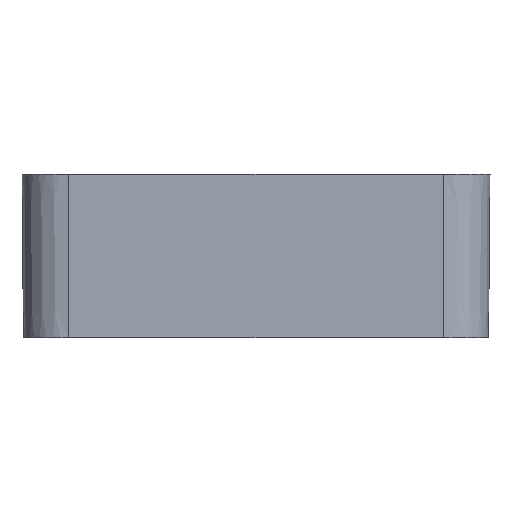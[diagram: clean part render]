
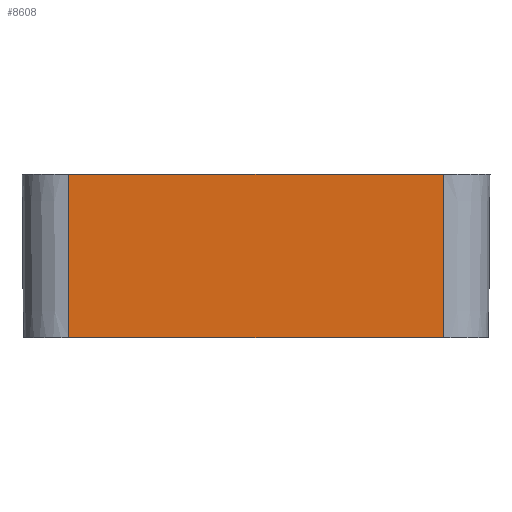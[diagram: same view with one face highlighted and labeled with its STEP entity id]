
A CAD part, left-side view. The second image highlights one B-rep face of the part: STEP entity #8608.
In plain terms, the highlighted planar face has unit normal (-1, 0, -0.009).
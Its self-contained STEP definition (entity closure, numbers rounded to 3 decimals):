
#78 = DIRECTION ( 'NONE',  ( 0.009, 0., -1. ) ) ;
#93 = EDGE_CURVE ( 'NONE', #1825, #5368, #6633, .T. ) ;
#200 = CARTESIAN_POINT ( 'NONE',  ( -14.908, 53.329, -10.5 ) ) ;
#241 = CARTESIAN_POINT ( 'NONE',  ( -15., 27.801, 0. ) ) ;
#702 = DIRECTION ( 'NONE',  ( -1., 0., -0.009 ) ) ;
#931 = VECTOR ( 'NONE', #78, 1000. ) ;
#1512 = AXIS2_PLACEMENT_3D ( 'NONE', #2811, #702, #8689 ) ;
#1825 = VERTEX_POINT ( 'NONE', #7309 ) ;
#2103 = DIRECTION ( 'NONE',  ( 0.009, 0., -1. ) ) ;
#2122 = FACE_OUTER_BOUND ( 'NONE', #6279, .T. ) ;
#2742 = ORIENTED_EDGE ( 'NONE', *, *, #8017, .F. ) ;
#2807 = VECTOR ( 'NONE', #2103, 1000. ) ;
#2811 = CARTESIAN_POINT ( 'NONE',  ( -15., 53.329, 0. ) ) ;
#2838 = VERTEX_POINT ( 'NONE', #241 ) ;
#3083 = CARTESIAN_POINT ( 'NONE',  ( -14.908, 51.801, -10.5 ) ) ;
#3706 = ORIENTED_EDGE ( 'NONE', *, *, #5846, .T. ) ;
#4950 = CARTESIAN_POINT ( 'NONE',  ( -14.954, 27.801, -5.25 ) ) ;
#4992 = CARTESIAN_POINT ( 'NONE',  ( -14.908, 27.801, -10.5 ) ) ;
#5075 = PLANE ( 'NONE',  #1512 ) ;
#5088 = LINE ( 'NONE', #200, #7802 ) ;
#5326 = CARTESIAN_POINT ( 'NONE',  ( -15., 51.801, 0. ) ) ;
#5368 = VERTEX_POINT ( 'NONE', #3083 ) ;
#5542 = DIRECTION ( 'NONE',  ( 0., -1., 0. ) ) ;
#5846 = EDGE_CURVE ( 'NONE', #2838, #1825, #7047, .T. ) ;
#6033 = CARTESIAN_POINT ( 'NONE',  ( -15., 27.801, 0. ) ) ;
#6279 = EDGE_LOOP ( 'NONE', ( #2742, #3706, #6417, #7305 ) ) ;
#6417 = ORIENTED_EDGE ( 'NONE', *, *, #93, .T. ) ;
#6582 = VERTEX_POINT ( 'NONE', #4992 ) ;
#6633 = LINE ( 'NONE', #8263, #931 ) ;
#6811 = LINE ( 'NONE', #4950, #2807 ) ;
#7047 = B_SPLINE_CURVE_WITH_KNOTS ( 'NONE', 1,
 ( #6033, #5326 ),
 .UNSPECIFIED., .F., .F.,
 ( 2, 2 ),
 ( 0., 1. ),
 .UNSPECIFIED. ) ;
#7305 = ORIENTED_EDGE ( 'NONE', *, *, #9349, .T. ) ;
#7309 = CARTESIAN_POINT ( 'NONE',  ( -15., 51.801, 0. ) ) ;
#7802 = VECTOR ( 'NONE', #5542, 1000. ) ;
#8017 = EDGE_CURVE ( 'NONE', #2838, #6582, #6811, .T. ) ;
#8263 = CARTESIAN_POINT ( 'NONE',  ( -15., 51.801, 0. ) ) ;
#8608 = ADVANCED_FACE ( 'NONE', ( #2122 ), #5075, .T. ) ;
#8689 = DIRECTION ( 'NONE',  ( -0.009, 0., 1. ) ) ;
#9349 = EDGE_CURVE ( 'NONE', #5368, #6582, #5088, .T. ) ;
